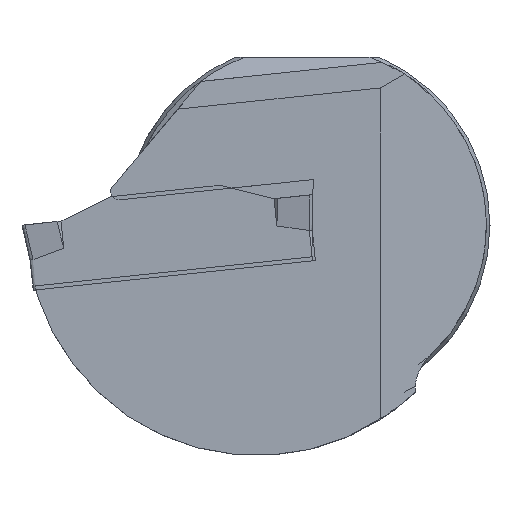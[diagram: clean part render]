
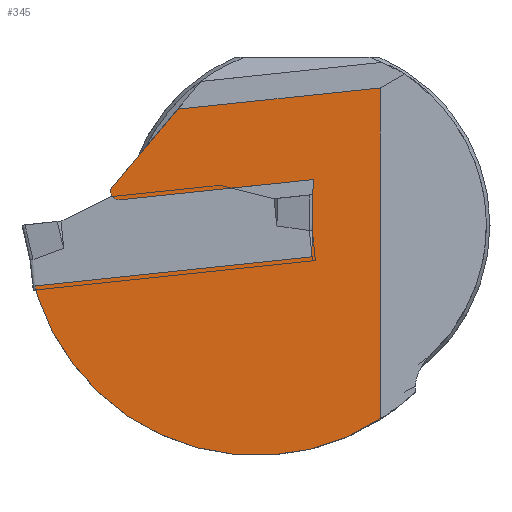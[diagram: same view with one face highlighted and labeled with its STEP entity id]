
A CAD part, left-side view. The second image highlights one B-rep face of the part: STEP entity #345.
In plain terms, the highlighted planar face has unit normal (-1, 0, 0).
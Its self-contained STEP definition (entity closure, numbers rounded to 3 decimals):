
#302=CIRCLE('',#1326,15.75);
#303=CIRCLE('',#1327,0.6);
#345=ADVANCED_FACE('',(#440),#394,.T.);
#394=PLANE('',#1328);
#440=FACE_OUTER_BOUND('',#496,.T.);
#496=EDGE_LOOP('',(#701,#702,#703,#704,#705,#706,#707,#708,#709));
#701=ORIENTED_EDGE('',*,*,#1025,.F.);
#702=ORIENTED_EDGE('',*,*,#1026,.F.);
#703=ORIENTED_EDGE('',*,*,#1027,.T.);
#704=ORIENTED_EDGE('',*,*,#1028,.T.);
#705=ORIENTED_EDGE('',*,*,#1029,.T.);
#706=ORIENTED_EDGE('',*,*,#1030,.F.);
#707=ORIENTED_EDGE('',*,*,#1031,.T.);
#708=ORIENTED_EDGE('',*,*,#1032,.F.);
#709=ORIENTED_EDGE('',*,*,#1033,.F.);
#901=VERTEX_POINT('',#1896);
#902=VERTEX_POINT('',#1897);
#903=VERTEX_POINT('',#1899);
#904=VERTEX_POINT('',#1901);
#905=VERTEX_POINT('',#1903);
#906=VERTEX_POINT('',#1905);
#907=VERTEX_POINT('',#1907);
#908=VERTEX_POINT('',#1909);
#909=VERTEX_POINT('',#1911);
#1025=EDGE_CURVE('',#901,#902,#1151,.T.);
#1026=EDGE_CURVE('',#903,#901,#1152,.T.);
#1027=EDGE_CURVE('',#903,#904,#1153,.T.);
#1028=EDGE_CURVE('',#904,#905,#302,.T.);
#1029=EDGE_CURVE('',#905,#906,#1154,.T.);
#1030=EDGE_CURVE('',#907,#906,#1155,.T.);
#1031=EDGE_CURVE('',#907,#908,#1156,.T.);
#1032=EDGE_CURVE('',#909,#908,#303,.T.);
#1033=EDGE_CURVE('',#902,#909,#1157,.T.);
#1151=LINE('',#1895,#1242);
#1152=LINE('',#1898,#1243);
#1153=LINE('',#1900,#1244);
#1154=LINE('',#1904,#1245);
#1155=LINE('',#1906,#1246);
#1156=LINE('',#1908,#1247);
#1157=LINE('',#1912,#1248);
#1242=VECTOR('',#1535,1.);
#1243=VECTOR('',#1536,1.);
#1244=VECTOR('',#1537,1.);
#1245=VECTOR('',#1540,1.);
#1246=VECTOR('',#1541,1.);
#1247=VECTOR('',#1542,1.);
#1248=VECTOR('',#1545,1.);
#1326=AXIS2_PLACEMENT_3D('',#1902,#1538,#1539);
#1327=AXIS2_PLACEMENT_3D('',#1910,#1543,#1544);
#1328=AXIS2_PLACEMENT_3D('',#1913,#1546,#1547);
#1535=DIRECTION('',(0.,-0.017,1.));
#1536=DIRECTION('',(0.,-0.995,0.105));
#1537=DIRECTION('',(0.,-0.225,-0.974));
#1538=DIRECTION('',(-1.,0.,0.));
#1539=DIRECTION('',(0.,0.,1.));
#1540=DIRECTION('',(0.,0.,1.));
#1541=DIRECTION('',(0.,-0.995,0.105));
#1542=DIRECTION('',(0.,0.643,-0.766));
#1543=DIRECTION('',(1.,0.,0.));
#1544=DIRECTION('',(0.,0.,1.));
#1545=DIRECTION('',(0.,0.995,-0.105));
#1546=DIRECTION('',(-1.,0.,0.));
#1547=DIRECTION('',(0.,0.,1.));
#1895=CARTESIAN_POINT('',(0.3,-0.354,-0.006));
#1896=CARTESIAN_POINT('',(0.3,-0.316,-2.166));
#1897=CARTESIAN_POINT('',(0.3,-0.408,3.123));
#1898=CARTESIAN_POINT('',(0.3,-0.229,-2.175));
#1899=CARTESIAN_POINT('',(0.3,18.595,-4.153));
#1900=CARTESIAN_POINT('',(0.3,18.564,-4.286));
#1901=CARTESIAN_POINT('',(0.3,18.432,-4.859));
#1902=CARTESIAN_POINT('',(0.3,3.45,0.));
#1903=CARTESIAN_POINT('',(0.3,-5.,-13.291));
#1904=CARTESIAN_POINT('',(0.3,-5.,-271.918));
#1905=CARTESIAN_POINT('',(0.3,-5.,9.387));
#1906=CARTESIAN_POINT('',(0.3,0.921,8.765));
#1907=CARTESIAN_POINT('',(0.3,8.854,7.931));
#1908=CARTESIAN_POINT('',(0.3,9.101,7.637));
#1909=CARTESIAN_POINT('',(0.3,13.407,2.505));
#1910=CARTESIAN_POINT('',(0.3,12.832,2.335));
#1911=CARTESIAN_POINT('',(0.3,12.769,1.738));
#1912=CARTESIAN_POINT('',(0.3,0.32,3.047));
#1913=CARTESIAN_POINT('',(0.3,0.,0.));
